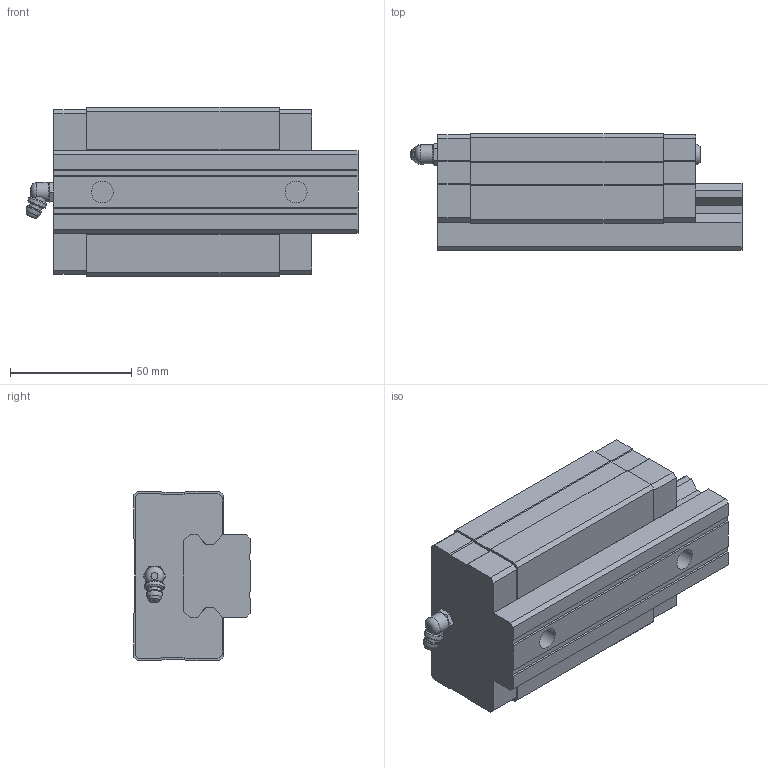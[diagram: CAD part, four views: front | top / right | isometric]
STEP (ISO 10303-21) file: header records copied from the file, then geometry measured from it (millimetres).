
FILE_DESCRIPTION(/* description */ ('STEP AP214'),/* implementation_level */ '2;1');
FILE_NAME(/* name */ 'LSD35HN1X125.5S20AN-M6',/* time_stamp */ '2022-10-31T20:03:01+01:00',/* author */ ('License CC BY-ND 4.0'),/* organization */ ('CADENAS'),/* preprocessor_version */ 'ST-DEVELOPER v18.102',/* originating_system */ 'PARTsolutions',/* authorisation */ ' ');
FILE_SCHEMA (('AUTOMOTIVE_DESIGN {1 0 10303 214 3 1 1}'));
Length unit declared in the file: millimetre
Products named in the file (4): LSD35HN1X125.5S20AN-M6; LSD35BK-HN-N-A-M6; LSD35RLX125.5-S20-N-D; LSD35HN1X125.5S20AN-M6_d
Assembly tree (3 placements, depth 2):
  LSD35HN1X125.5S20AN-M6
    LSD35BK-HN-N-A-M6
    LSD35RLX125.5-S20-N-D
    LSD35HN1X125.5S20AN-M6_d
Bounding box: 136.96 x 48 x 70 mm (x, y, z)
Volume: 318900.9 mm3; surface area: 51066.4 mm2
Topology: 2 solids, 2 shells, 157 faces, 414 edges, 272 vertices
Faces by surface type: plane 129, cylinder 14, cone 8, torus 5, sphere 1
Full cylindrical faces by diameter (mm): 5.5 x1, 6.6 x1, 6.647 x4, 7.85 x1, 8 x1, 9 x2, 14.2 x2
Entity records: 4726 total; most frequent: CARTESIAN_POINT 877, ORIENTED_EDGE 764, DIRECTION 730, EDGE_CURVE 382, LINE 320, VECTOR 320, VERTEX_POINT 265, AXIS2_PLACEMENT_3D 205
